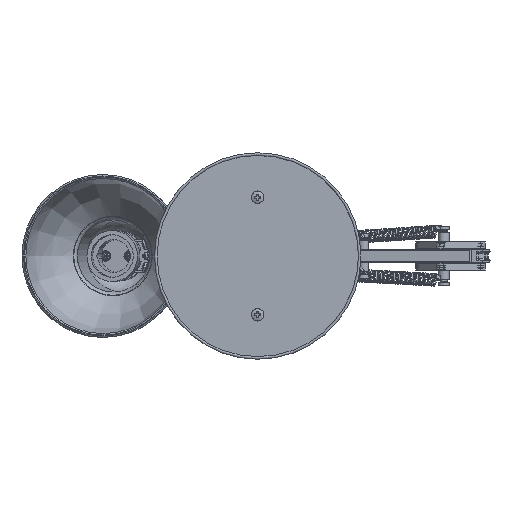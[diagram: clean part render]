
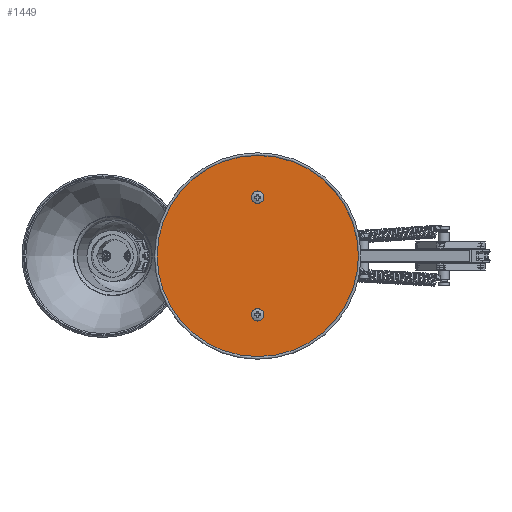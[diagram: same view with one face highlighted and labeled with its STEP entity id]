
A CAD part, front view. The second image highlights one B-rep face of the part: STEP entity #1449.
In plain terms, the highlighted planar face has unit normal (0, -1, 0).
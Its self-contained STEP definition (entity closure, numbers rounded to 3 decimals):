
#1384 = VERTEX_POINT('',#1385);
#1385 = CARTESIAN_POINT('',(77.,0.,0.));
#1397 = EDGE_CURVE('',#1384,#1384,#1398,.T.);
#1398 = CIRCLE('',#1399,77.);
#1399 = AXIS2_PLACEMENT_3D('',#1400,#1401,#1402);
#1400 = CARTESIAN_POINT('',(0.,0.,0.));
#1401 = DIRECTION('',(0.,-1.,0.));
#1402 = DIRECTION('',(1.,0.,0.));
#1449 = ADVANCED_FACE('',(#1450,#1453,#1464),#1475,.T.);
#1450 = FACE_BOUND('',#1451,.T.);
#1451 = EDGE_LOOP('',(#1452));
#1452 = ORIENTED_EDGE('',*,*,#1397,.T.);
#1453 = FACE_BOUND('',#1454,.T.);
#1454 = EDGE_LOOP('',(#1455));
#1455 = ORIENTED_EDGE('',*,*,#1456,.F.);
#1456 = EDGE_CURVE('',#1457,#1457,#1459,.T.);
#1457 = VERTEX_POINT('',#1458);
#1458 = CARTESIAN_POINT('',(4.75,0.,45.));
#1459 = CIRCLE('',#1460,4.75);
#1460 = AXIS2_PLACEMENT_3D('',#1461,#1462,#1463);
#1461 = CARTESIAN_POINT('',(0.,0.,45.));
#1462 = DIRECTION('',(0.,-1.,0.));
#1463 = DIRECTION('',(1.,0.,0.));
#1464 = FACE_BOUND('',#1465,.T.);
#1465 = EDGE_LOOP('',(#1466));
#1466 = ORIENTED_EDGE('',*,*,#1467,.F.);
#1467 = EDGE_CURVE('',#1468,#1468,#1470,.T.);
#1468 = VERTEX_POINT('',#1469);
#1469 = CARTESIAN_POINT('',(4.75,0.,-45.));
#1470 = CIRCLE('',#1471,4.75);
#1471 = AXIS2_PLACEMENT_3D('',#1472,#1473,#1474);
#1472 = CARTESIAN_POINT('',(0.,0.,-45.));
#1473 = DIRECTION('',(0.,-1.,0.));
#1474 = DIRECTION('',(1.,0.,0.));
#1475 = PLANE('',#1476);
#1476 = AXIS2_PLACEMENT_3D('',#1477,#1478,#1479);
#1477 = CARTESIAN_POINT('',(0.,0.,0.));
#1478 = DIRECTION('',(0.,-1.,0.));
#1479 = DIRECTION('',(1.,0.,0.));
